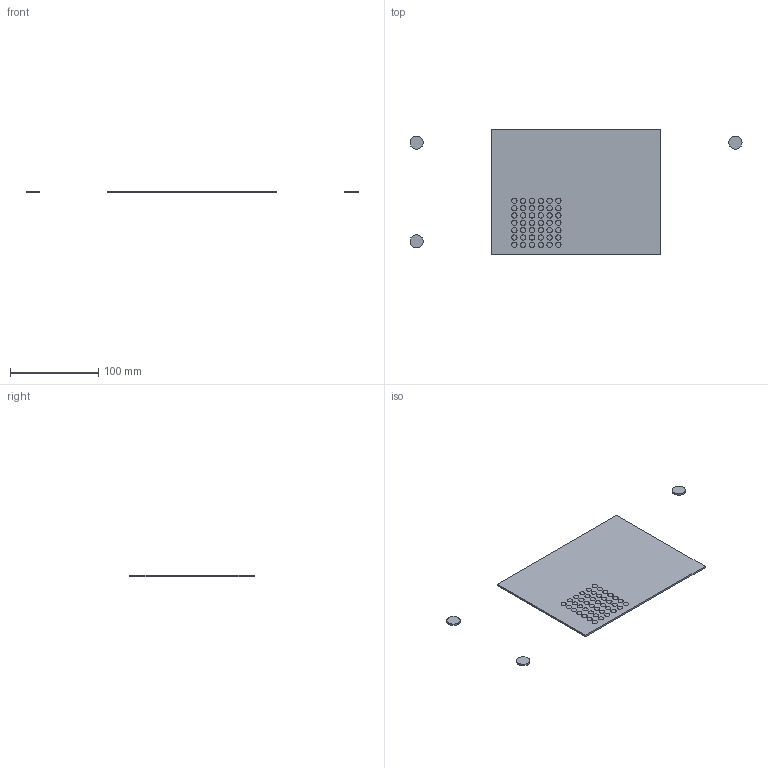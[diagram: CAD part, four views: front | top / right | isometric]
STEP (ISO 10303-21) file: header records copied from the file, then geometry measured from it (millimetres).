
FILE_DESCRIPTION(('Open CASCADE Model'),'2;1');
FILE_NAME('Open CASCADE Shape Model','2024-09-17T13:00:10',('Author'),( 'Open CASCADE'),'Open CASCADE STEP processor 7.8','Open CASCADE 7.8' ,'Unknown');
FILE_SCHEMA(('AUTOMOTIVE_DESIGN { 1 0 10303 214 1 1 1 1 }'));
Length unit declared in the file: millimetre
Products named in the file (84): Open CASCADE STEP translator 7.8 1; Open CASCADE STEP translator 7.8 1.1; Open CASCADE STEP translator 7.8 1.2; Open CASCADE STEP translator 7.8 1.3; Open CASCADE STEP translator 7.8 1.4; Open CASCADE STEP translator 7.8 1.5; Open CASCADE STEP translator 7.8 1.6; Open CASCADE STEP translator 7.8 1.7; Open CASCADE STEP translator 7.8 1.8; Open CASCADE STEP translator 7.8 1.9; Open CASCADE STEP translator 7.8 1.10; Open CASCADE STEP translator 7.8 1.11; Open CASCADE STEP translator 7.8 1.12; Open CASCADE STEP translator 7.8 1.13; Open CASCADE STEP translator 7.8 1.14; Open CASCADE STEP translator 7.8 1.15; Open CASCADE STEP translator 7.8 1.16; Open CASCADE STEP translator 7.8 1.17; Open CASCADE STEP translator 7.8 1.18; Open CASCADE STEP translator 7.8 1.19; Open CASCADE STEP translator 7.8 1.20; Open CASCADE STEP translator 7.8 1.21; Open CASCADE STEP translator 7.8 1.22; Open CASCADE STEP translator 7.8 1.23; Open CASCADE STEP translator 7.8 1.24; Open CASCADE STEP translator 7.8 1.25; Open CASCADE STEP translator 7.8 1.26; Open CASCADE STEP translator 7.8 1.27; Open CASCADE STEP translator 7.8 1.28; Open CASCADE STEP translator 7.8 1.29; Open CASCADE STEP translator 7.8 1.30; Open CASCADE STEP translator 7.8 1.31; Open CASCADE STEP translator 7.8 1.32; Open CASCADE STEP translator 7.8 1.33; Open CASCADE STEP translator 7.8 1.34; Open CASCADE STEP translator 7.8 1.35; Open CASCADE STEP translator 7.8 1.36; Open CASCADE STEP translator 7.8 1.37; Open CASCADE STEP translator 7.8 1.38; Open CASCADE STEP translator 7.8 1.39 ...
Assembly tree (83 placements, depth 2):
  Open CASCADE STEP translator 7.8 1
    Open CASCADE STEP translator 7.8 1.1
    Open CASCADE STEP translator 7.8 1.2
    Open CASCADE STEP translator 7.8 1.3
    Open CASCADE STEP translator 7.8 1.4
    Open CASCADE STEP translator 7.8 1.5
    Open CASCADE STEP translator 7.8 1.6
    Open CASCADE STEP translator 7.8 1.7
    Open CASCADE STEP translator 7.8 1.8
    Open CASCADE STEP translator 7.8 1.9
    Open CASCADE STEP translator 7.8 1.10
    Open CASCADE STEP translator 7.8 1.11
    Open CASCADE STEP translator 7.8 1.12
    Open CASCADE STEP translator 7.8 1.13
    Open CASCADE STEP translator 7.8 1.14
    Open CASCADE STEP translator 7.8 1.15
    Open CASCADE STEP translator 7.8 1.16
    Open CASCADE STEP translator 7.8 1.17
    Open CASCADE STEP translator 7.8 1.18
    Open CASCADE STEP translator 7.8 1.19
    Open CASCADE STEP translator 7.8 1.20
    Open CASCADE STEP translator 7.8 1.21
    Open CASCADE STEP translator 7.8 1.22
    Open CASCADE STEP translator 7.8 1.23
    Open CASCADE STEP translator 7.8 1.24
    Open CASCADE STEP translator 7.8 1.25
    Open CASCADE STEP translator 7.8 1.26
    Open CASCADE STEP translator 7.8 1.27
    Open CASCADE STEP translator 7.8 1.28
    Open CASCADE STEP translator 7.8 1.29
    Open CASCADE STEP translator 7.8 1.30
    Open CASCADE STEP translator 7.8 1.31
    Open CASCADE STEP translator 7.8 1.32
    Open CASCADE STEP translator 7.8 1.33
    Open CASCADE STEP translator 7.8 1.34
    Open CASCADE STEP translator 7.8 1.35
    Open CASCADE STEP translator 7.8 1.36
    Open CASCADE STEP translator 7.8 1.37
    Open CASCADE STEP translator 7.8 1.38
    Open CASCADE STEP translator 7.8 1.39
    Open CASCADE STEP translator 7.8 1.40
    Open CASCADE STEP translator 7.8 1.41
    Open CASCADE STEP translator 7.8 1.42
    Open CASCADE STEP translator 7.8 1.43
    Open CASCADE STEP translator 7.8 1.44
    Open CASCADE STEP translator 7.8 1.45
    Open CASCADE STEP translator 7.8 1.46
    Open CASCADE STEP translator 7.8 1.47
    Open CASCADE STEP translator 7.8 1.48
    Open CASCADE STEP translator 7.8 1.49
    Open CASCADE STEP translator 7.8 1.50
    Open CASCADE STEP translator 7.8 1.51
    Open CASCADE STEP translator 7.8 1.52
    Open CASCADE STEP translator 7.8 1.53
    Open CASCADE STEP translator 7.8 1.54
    Open CASCADE STEP translator 7.8 1.55
    Open CASCADE STEP translator 7.8 1.56
    Open CASCADE STEP translator 7.8 1.57
    Open CASCADE STEP translator 7.8 1.58
    Open CASCADE STEP translator 7.8 1.59
Bounding box: 377.1 x 142 x 2 mm (x, y, z)
Volume: 57397.8 mm3; surface area: 60976.9 mm2
Topology: 46 solids, 46 shells, 151 faces, 177 edges, 118 vertices
Faces by surface type: plane 96, cylinder 55
Full cylindrical faces by diameter (mm): 6 x52, 15 x3
Entity records: 6736 total; most frequent: DIRECTION 1111, CARTESIAN_POINT 884, ORIENTED_EDGE 354, PCURVE 354, DEFINITIONAL_REPRESENTATION 354, AXIS2_PLACEMENT_3D 345, LINE 311, VECTOR 311
